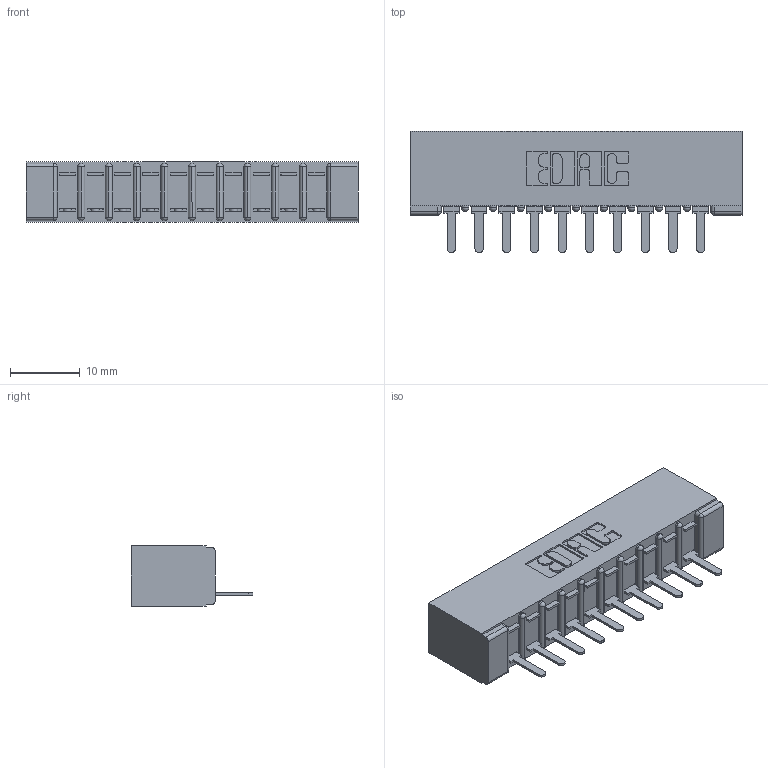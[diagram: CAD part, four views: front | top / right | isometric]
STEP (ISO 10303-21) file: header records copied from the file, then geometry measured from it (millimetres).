
FILE_DESCRIPTION (( 'STEP AP203' ), '1' );
FILE_NAME ('357-010-421-101.STEP', '2020-09-30T07:49:49', ( '' ), ( '' ), 'SwSTEP 2.0', 'SolidWorks 2020', '' );
FILE_SCHEMA (( 'CONFIG_CONTROL_DESIGN' ));
Length unit declared in the file: inch
Products named in the file (3): 307-290-002_521; 307 Part_No Mounting Lugs; 357-010-421-101
Assembly tree (11 placements, depth 2):
  357-010-421-101
    307 Part_No Mounting Lugs
    307-290-002_521  x10
Bounding box: 47.5 x 17.42 x 8.71 mm (x, y, z)
Volume: 3372.3 mm3; surface area: 5979.7 mm2
Topology: 11 solids, 11 shells, 861 faces, 2619 edges, 1714 vertices
Faces by surface type: plane 516, cylinder 323, sphere 22
Entity records: 12958 total; most frequent: CARTESIAN_POINT 2180, ORIENTED_EDGE 2170, DIRECTION 2131, EDGE_CURVE 1085, LINE 817, VECTOR 817, VERTEX_POINT 706, AXIS2_PLACEMENT_3D 657
